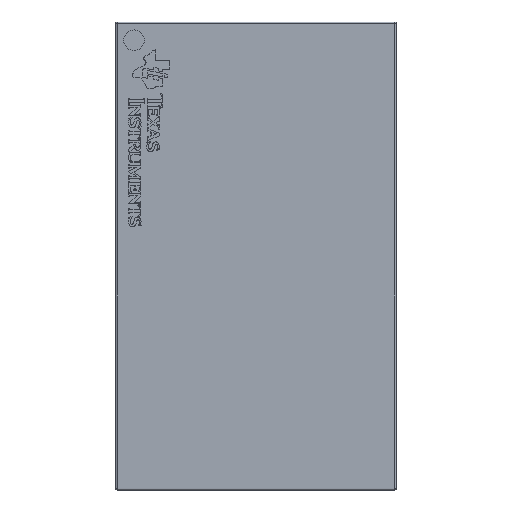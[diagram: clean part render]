
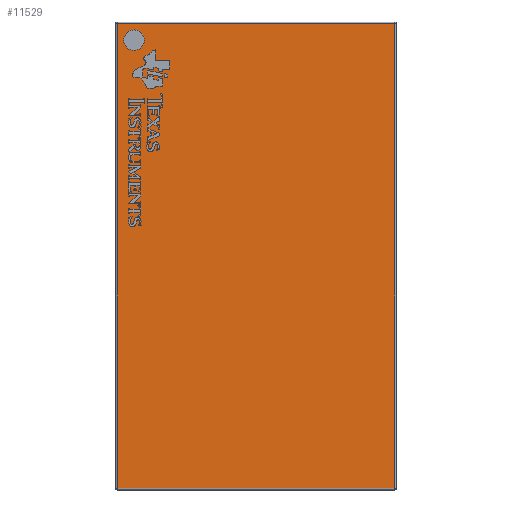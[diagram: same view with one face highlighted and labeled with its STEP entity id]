
A CAD part, top view. The second image highlights one B-rep face of the part: STEP entity #11529.
In plain terms, the highlighted planar face has unit normal (0, 0, 1).
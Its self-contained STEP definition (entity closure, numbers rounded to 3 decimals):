
#757=PLANE('',#12370);
#1239=FACE_OUTER_BOUND('',#1930,.T.);
#1930=EDGE_LOOP('',(#8597,#8598,#8599,#8600));
#2742=LINE('',#15741,#4079);
#2744=LINE('',#15749,#4081);
#2746=LINE('',#15759,#4083);
#2748=LINE('',#15770,#4085);
#4079=VECTOR('',#13249,10.);
#4081=VECTOR('',#13257,10.);
#4083=VECTOR('',#13269,10.);
#4085=VECTOR('',#13283,10.);
#5364=VERTEX_POINT('',#15734);
#5367=VERTEX_POINT('',#15739);
#5370=VERTEX_POINT('',#15747);
#5373=VERTEX_POINT('',#15757);
#6586=EDGE_CURVE('',#5367,#5364,#2742,.T.);
#6590=EDGE_CURVE('',#5370,#5367,#2744,.T.);
#6595=EDGE_CURVE('',#5373,#5370,#2746,.T.);
#6601=EDGE_CURVE('',#5364,#5373,#2748,.T.);
#8597=ORIENTED_EDGE('',*,*,#6586,.F.);
#8598=ORIENTED_EDGE('',*,*,#6590,.F.);
#8599=ORIENTED_EDGE('',*,*,#6595,.F.);
#8600=ORIENTED_EDGE('',*,*,#6601,.F.);
#11529=ADVANCED_FACE('',(#1239),#757,.T.);
#12370=AXIS2_PLACEMENT_3D('',#15795,#13313,#13314);
#13249=DIRECTION('',(0.,-1.,0.001));
#13257=DIRECTION('',(1.,0.,0.001));
#13269=DIRECTION('',(0.,1.,-0.001));
#13283=DIRECTION('',(-1.,0.,-0.001));
#13313=DIRECTION('center_axis',(-0.001,0.001,
1.));
#13314=DIRECTION('ref_axis',(1.,0.,0.001));
#15734=CARTESIAN_POINT('',(4.449,-7.449,2.023));
#15739=CARTESIAN_POINT('',(4.449,7.451,2.014));
#15741=CARTESIAN_POINT('',(4.449,-3.724,2.021));
#15747=CARTESIAN_POINT('',(-4.451,7.451,2.008));
#15749=CARTESIAN_POINT('',(2.224,7.451,2.013));
#15757=CARTESIAN_POINT('',(-4.451,-7.449,2.017));
#15759=CARTESIAN_POINT('',(-4.451,3.726,2.01));
#15770=CARTESIAN_POINT('',(-2.226,-7.449,2.018));
#15795=CARTESIAN_POINT('Origin',(-0.001,0.001,
2.016));
